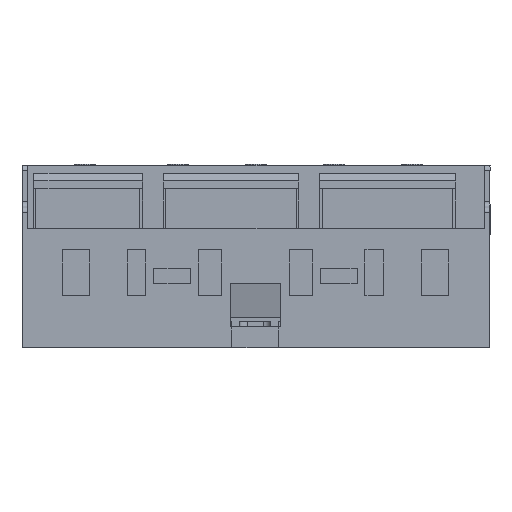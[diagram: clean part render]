
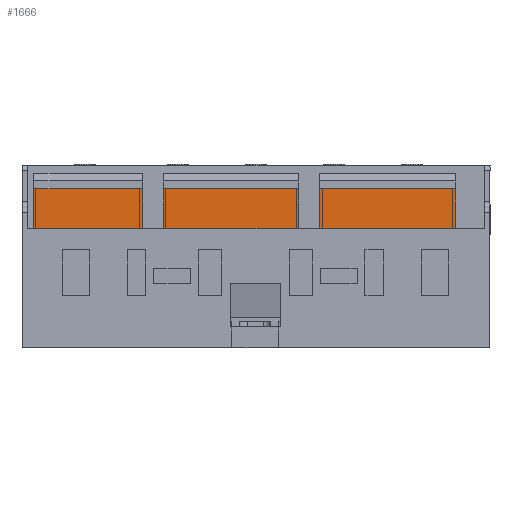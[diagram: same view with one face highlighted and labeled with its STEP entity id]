
A CAD part, front view. The second image highlights one B-rep face of the part: STEP entity #1666.
In plain terms, the highlighted planar face has unit normal (0, -1, 0).
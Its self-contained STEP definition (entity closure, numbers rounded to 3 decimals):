
#1666=ADVANCED_FACE('NONE',(#3839),#3840,.F.);
#3839=FACE_OUTER_BOUND('',#6682,.T.);
#3840=PLANE('',#6683);
#6682=EDGE_LOOP('',(#16292,#16293,#16294,#16295,#16296,#16297,#16298,#16299,#16300,#16301,#16302,#16303));
#6683=AXIS2_PLACEMENT_3D('',#16304,#16305,#16306);
#16292=ORIENTED_EDGE('',*,*,#20358,.T.);
#16293=ORIENTED_EDGE('',*,*,#21452,.T.);
#16294=ORIENTED_EDGE('',*,*,#21453,.T.);
#16295=ORIENTED_EDGE('',*,*,#21454,.T.);
#16296=ORIENTED_EDGE('',*,*,#21448,.T.);
#16297=ORIENTED_EDGE('',*,*,#21455,.T.);
#16298=ORIENTED_EDGE('',*,*,#21348,.F.);
#16299=ORIENTED_EDGE('',*,*,#21456,.F.);
#16300=ORIENTED_EDGE('',*,*,#20420,.T.);
#16301=ORIENTED_EDGE('',*,*,#21457,.T.);
#16302=ORIENTED_EDGE('',*,*,#21458,.T.);
#16303=ORIENTED_EDGE('',*,*,#21459,.T.);
#16304=CARTESIAN_POINT('',(83.26,6.38,21.5));
#16305=DIRECTION('',(-0.0,1.0,0.0));
#16306=DIRECTION('',(1.0,0.0,0.0));
#20358=EDGE_CURVE('NONE',#23906,#23904,#23907,.T.);
#20420=EDGE_CURVE('NONE',#24016,#24014,#24017,.T.);
#21348=EDGE_CURVE('NONE',#25322,#25325,#25326,.T.);
#21448=EDGE_CURVE('NONE',#25459,#25460,#25461,.T.);
#21452=EDGE_CURVE('NONE',#23904,#25465,#25466,.T.);
#21453=EDGE_CURVE('NONE',#25465,#25467,#25468,.T.);
#21454=EDGE_CURVE('NONE',#25467,#25459,#25469,.T.);
#21455=EDGE_CURVE('NONE',#25460,#25325,#25470,.T.);
#21456=EDGE_CURVE('NONE',#24016,#25322,#25471,.T.);
#21457=EDGE_CURVE('NONE',#24014,#25472,#25473,.T.);
#21458=EDGE_CURVE('NONE',#25472,#25474,#25475,.T.);
#21459=EDGE_CURVE('NONE',#25474,#23906,#25476,.T.);
#23904=VERTEX_POINT('NONE',#29573);
#23906=VERTEX_POINT('NONE',#29576);
#23907=LINE('',#29577,#29578);
#24014=VERTEX_POINT('NONE',#29727);
#24016=VERTEX_POINT('NONE',#29730);
#24017=LINE('',#29731,#29732);
#25322=VERTEX_POINT('NONE',#31779);
#25325=VERTEX_POINT('NONE',#31783);
#25326=LINE('',#31784,#31785);
#25459=VERTEX_POINT('NONE',#31964);
#25460=VERTEX_POINT('NONE',#31965);
#25461=LINE('',#31966,#31967);
#25465=VERTEX_POINT('NONE',#31973);
#25466=LINE('',#31974,#31975);
#25467=VERTEX_POINT('NONE',#31976);
#25468=LINE('',#31977,#31978);
#25469=LINE('',#31979,#31980);
#25470=LINE('',#31981,#31982);
#25471=LINE('',#31983,#31984);
#25472=VERTEX_POINT('NONE',#31985);
#25473=LINE('',#31986,#31987);
#25474=VERTEX_POINT('NONE',#31988);
#25475=LINE('',#31989,#31990);
#25476=LINE('',#31991,#31992);
#29573=CARTESIAN_POINT('',(27.103,6.38,30.5));
#29576=CARTESIAN_POINT('',(53.103,6.38,30.5));
#29577=CARTESIAN_POINT('',(83.26,6.38,30.5));
#29578=VECTOR('',#37421,1000.0);
#29727=CARTESIAN_POINT('',(57.103,6.38,30.5));
#29730=CARTESIAN_POINT('',(83.26,6.38,30.5));
#29731=CARTESIAN_POINT('',(83.26,6.38,30.5));
#29732=VECTOR('',#37495,1000.0);
#31779=CARTESIAN_POINT('',(83.26,6.38,21.5));
#31783=CARTESIAN_POINT('',(2.29,6.38,21.5));
#31784=CARTESIAN_POINT('',(88.69,6.38,21.5));
#31785=VECTOR('',#38277,1000.0);
#31964=CARTESIAN_POINT('',(23.103,6.38,30.5));
#31965=CARTESIAN_POINT('',(2.29,6.38,30.5));
#31966=CARTESIAN_POINT('',(83.26,6.38,30.5));
#31967=VECTOR('',#38363,1000.0);
#31973=CARTESIAN_POINT('',(27.103,6.38,21.504));
#31974=CARTESIAN_POINT('',(27.103,6.38,21.5));
#31975=VECTOR('',#38366,1000.0);
#31976=CARTESIAN_POINT('',(23.103,6.38,21.504));
#31977=CARTESIAN_POINT('',(83.26,6.38,21.504));
#31978=VECTOR('',#38367,1000.0);
#31979=CARTESIAN_POINT('',(23.103,6.38,21.5));
#31980=VECTOR('',#38368,1000.0);
#31981=CARTESIAN_POINT('',(2.29,6.38,21.5));
#31982=VECTOR('',#38369,1000.0);
#31983=CARTESIAN_POINT('',(83.26,6.38,21.5));
#31984=VECTOR('',#38370,1000.0);
#31985=CARTESIAN_POINT('',(57.103,6.38,21.504));
#31986=CARTESIAN_POINT('',(57.103,6.38,21.5));
#31987=VECTOR('',#38371,1000.0);
#31988=CARTESIAN_POINT('',(53.103,6.38,21.504));
#31989=CARTESIAN_POINT('',(83.26,6.38,21.504));
#31990=VECTOR('',#38372,1000.0);
#31991=CARTESIAN_POINT('',(53.103,6.38,21.5));
#31992=VECTOR('',#38373,1000.0);
#37421=DIRECTION('',(-1.0,-0.0,-0.0));
#37495=DIRECTION('',(-1.0,-0.0,-0.0));
#38277=DIRECTION('',(-1.0,0.0,0.0));
#38363=DIRECTION('',(-1.0,-0.0,-0.0));
#38366=DIRECTION('',(0.0,0.0,-1.0));
#38367=DIRECTION('',(-1.0,0.0,0.0));
#38368=DIRECTION('',(0.0,0.0,1.0));
#38369=DIRECTION('',(-0.0,-0.0,-1.0));
#38370=DIRECTION('',(-0.0,-0.0,-1.0));
#38371=DIRECTION('',(0.0,0.0,-1.0));
#38372=DIRECTION('',(-1.0,0.0,0.0));
#38373=DIRECTION('',(0.0,0.0,1.0));
